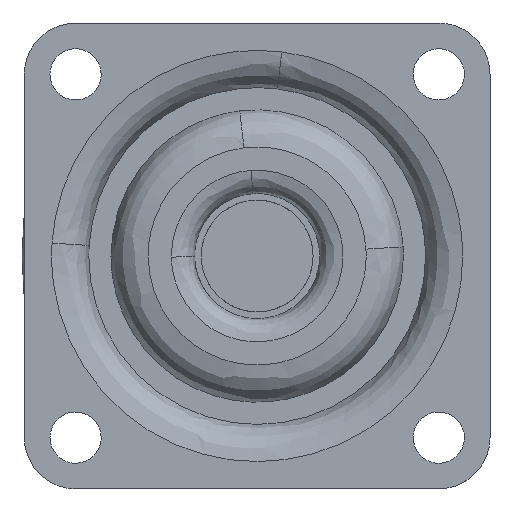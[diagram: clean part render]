
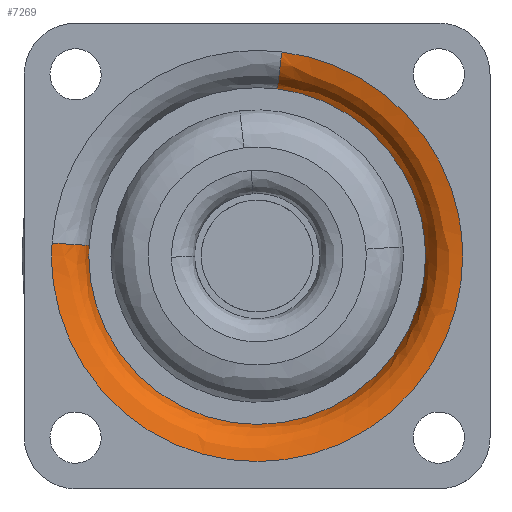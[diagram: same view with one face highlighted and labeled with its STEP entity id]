
A CAD part, top view. The second image highlights one B-rep face of the part: STEP entity #7269.
In plain terms, the highlighted free-form (B-spline) face has degree [2, 2] with [7, 3] control points.
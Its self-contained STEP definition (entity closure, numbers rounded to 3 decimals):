
#7114=CARTESIAN_POINT('',(4.328,35.877,-7.979));
#7115=CARTESIAN_POINT('',(38.208,31.79,-7.979));
#7116=CARTESIAN_POINT('',(36.066,-2.269,-7.979));
#7117=CARTESIAN_POINT('',(33.797,-38.335,-7.979));
#7118=CARTESIAN_POINT('',(-2.269,-36.066,-7.979));
#7119=CARTESIAN_POINT('',(-38.335,-33.797,-7.979));
#7120=CARTESIAN_POINT('',(-36.066,2.269,-7.979));
#7121=CARTESIAN_POINT('',(4.331,35.899,0.556));
#7122=CARTESIAN_POINT('',(38.232,31.809,0.556));
#7123=CARTESIAN_POINT('',(36.088,-2.27,0.556));
#7124=CARTESIAN_POINT('',(33.817,-38.358,0.556));
#7125=CARTESIAN_POINT('',(-2.27,-36.088,0.556));
#7126=CARTESIAN_POINT('',(-38.358,-33.817,0.556));
#7127=CARTESIAN_POINT('',(-36.088,2.27,0.556));
#7128=CARTESIAN_POINT('',(5.351,44.353,-0.018));
#7129=CARTESIAN_POINT('',(47.236,39.3,-0.018));
#7130=CARTESIAN_POINT('',(44.587,-2.805,-0.018));
#7131=CARTESIAN_POINT('',(41.781,-47.392,-0.018));
#7132=CARTESIAN_POINT('',(-2.805,-44.587,-0.018));
#7133=CARTESIAN_POINT('',(-47.392,-41.781,-0.018));
#7134=CARTESIAN_POINT('',(-44.587,2.805,-0.018));
#7142=(BOUNDED_SURFACE()B_SPLINE_SURFACE(2,2,((#7114,#7121,#7128),(#7115,#7122,#7129),(#7116,#7123,#7130),(#7117,#7124,#7131),(#7118,#7125,#7132),(#7119,#7126,#7133),(#7120,#7127,#7134)),.UNSPECIFIED.,.F.,.F.,.U.)B_SPLINE_SURFACE_WITH_KNOTS((3,2,2,3),(3,3),(0.0,71.059,145.078,219.098),(0.0,13.865),.UNSPECIFIED.)GEOMETRIC_REPRESENTATION_ITEM()RATIONAL_B_SPLINE_SURFACE(((0.893,0.61,0.891),(0.657,0.449,0.655),(0.914,0.624,0.912),(0.646,0.441,0.645),(0.914,0.624,0.912),(0.646,0.441,0.645),(0.914,0.624,0.912)))REPRESENTATION_ITEM('')SURFACE());
#7143=CARTESIAN_POINT('',(4.33,35.896,-7.443));
#7144=VERTEX_POINT('',#7143);
#7145=CARTESIAN_POINT('',(36.156,0.0,-7.443));
#7146=VERTEX_POINT('',#7145);
#7147=CARTESIAN_POINT('',(4.33,35.896,-7.443));
#7148=CARTESIAN_POINT('',(36.156,32.057,-7.443));
#7149=CARTESIAN_POINT('',(36.156,0.0,-7.443));
#7157=(BOUNDED_CURVE()B_SPLINE_CURVE(2,(#7147,#7148,#7149),.UNSPECIFIED.,.F.,.U.)B_SPLINE_CURVE_WITH_KNOTS((3,3),(0.271,0.5),.UNSPECIFIED.)CURVE()GEOMETRIC_REPRESENTATION_ITEM()RATIONAL_B_SPLINE_CURVE((0.955,0.731,1.0))REPRESENTATION_ITEM(''));
#7158=EDGE_CURVE('',#7144,#7146,#7157,.T.);
#7159=ORIENTED_EDGE('',*,*,#7158,.T.);
#7160=CARTESIAN_POINT('',(-36.156,0.0,-7.443));
#7161=VERTEX_POINT('',#7160);
#7162=CARTESIAN_POINT('',(36.156,0.0,-7.443));
#7163=CARTESIAN_POINT('',(36.156,-36.156,-7.443));
#7164=CARTESIAN_POINT('',(0.0,-36.156,-7.443));
#7165=CARTESIAN_POINT('',(-36.156,-36.156,-7.443));
#7166=CARTESIAN_POINT('',(-36.156,0.0,-7.443));
#7174=(BOUNDED_CURVE()B_SPLINE_CURVE(2,(#7162,#7163,#7164,#7165,#7166),.UNSPECIFIED.,.F.,.U.)B_SPLINE_CURVE_WITH_KNOTS((3,2,3),(0.5,0.75,1.0),.UNSPECIFIED.)CURVE()GEOMETRIC_REPRESENTATION_ITEM()RATIONAL_B_SPLINE_CURVE((1.0,0.707,1.0,0.707,1.0))REPRESENTATION_ITEM(''));
#7175=EDGE_CURVE('',#7146,#7161,#7174,.T.);
#7176=ORIENTED_EDGE('',*,*,#7175,.T.);
#7177=CARTESIAN_POINT('',(-36.085,2.27,-7.443));
#7178=VERTEX_POINT('',#7177);
#7179=CARTESIAN_POINT('',(-36.156,0.0,-7.443));
#7180=CARTESIAN_POINT('',(-36.156,1.136,-7.443));
#7181=CARTESIAN_POINT('',(-36.085,2.27,-7.443));
#7189=(BOUNDED_CURVE()B_SPLINE_CURVE(2,(#7179,#7180,#7181),.UNSPECIFIED.,.F.,.U.)B_SPLINE_CURVE_WITH_KNOTS((3,3),(0.0,0.011),.UNSPECIFIED.)CURVE()GEOMETRIC_REPRESENTATION_ITEM()RATIONAL_B_SPLINE_CURVE((1.0,0.987,0.975))REPRESENTATION_ITEM(''));
#7190=EDGE_CURVE('',#7161,#7178,#7189,.T.);
#7191=ORIENTED_EDGE('',*,*,#7190,.T.);
#7192=CARTESIAN_POINT('',(-44.05,2.771,0.));
#7193=VERTEX_POINT('',#7192);
#7194=CARTESIAN_POINT('',(-36.085,2.27,-7.443));
#7195=CARTESIAN_POINT('',(-36.604,2.303,0.));
#7196=CARTESIAN_POINT('',(-44.05,2.771,0.));
#7204=(BOUNDED_CURVE()B_SPLINE_CURVE(2,(#7194,#7195,#7196),.UNSPECIFIED.,.F.,.U.)B_SPLINE_CURVE_WITH_KNOTS((3,3),(-1.721,-0.285),.UNSPECIFIED.)CURVE()GEOMETRIC_REPRESENTATION_ITEM()RATIONAL_B_SPLINE_CURVE((0.889,0.649,0.887))REPRESENTATION_ITEM(''));
#7205=EDGE_CURVE('',#7178,#7193,#7204,.T.);
#7206=ORIENTED_EDGE('',*,*,#7205,.T.);
#7207=CARTESIAN_POINT('',(-44.137,0.0,0.0));
#7208=VERTEX_POINT('',#7207);
#7209=CARTESIAN_POINT('',(-44.137,0.0,0.0));
#7210=CARTESIAN_POINT('',(-44.137,1.387,0.0));
#7211=CARTESIAN_POINT('',(-44.05,2.771,0.));
#7219=(BOUNDED_CURVE()B_SPLINE_CURVE(2,(#7209,#7210,#7211),.UNSPECIFIED.,.F.,.U.)B_SPLINE_CURVE_WITH_KNOTS((3,3),(0.0,0.011),.UNSPECIFIED.)CURVE()GEOMETRIC_REPRESENTATION_ITEM()RATIONAL_B_SPLINE_CURVE((1.0,0.987,0.975))REPRESENTATION_ITEM(''));
#7220=EDGE_CURVE('',#7208,#7193,#7219,.T.);
#7221=ORIENTED_EDGE('',*,*,#7220,.F.);
#7222=CARTESIAN_POINT('',(44.137,0.0,0.0));
#7223=VERTEX_POINT('',#7222);
#7224=CARTESIAN_POINT('',(44.137,0.0,0.0));
#7225=CARTESIAN_POINT('',(44.137,-44.137,0.0));
#7226=CARTESIAN_POINT('',(0.0,-44.137,0.0));
#7227=CARTESIAN_POINT('',(-44.137,-44.137,0.0));
#7228=CARTESIAN_POINT('',(-44.137,0.0,0.0));
#7236=(BOUNDED_CURVE()B_SPLINE_CURVE(2,(#7224,#7225,#7226,#7227,#7228),.UNSPECIFIED.,.F.,.U.)B_SPLINE_CURVE_WITH_KNOTS((3,2,3),(0.5,0.75,1.0),.UNSPECIFIED.)CURVE()GEOMETRIC_REPRESENTATION_ITEM()RATIONAL_B_SPLINE_CURVE((1.0,0.707,1.0,0.707,1.0))REPRESENTATION_ITEM(''));
#7237=EDGE_CURVE('',#7223,#7208,#7236,.T.);
#7238=ORIENTED_EDGE('',*,*,#7237,.F.);
#7239=CARTESIAN_POINT('',(5.286,43.819,0.));
#7240=VERTEX_POINT('',#7239);
#7241=CARTESIAN_POINT('',(5.286,43.819,0.));
#7242=CARTESIAN_POINT('',(44.137,39.132,0.0));
#7243=CARTESIAN_POINT('',(44.137,0.0,0.0));
#7251=(BOUNDED_CURVE()B_SPLINE_CURVE(2,(#7241,#7242,#7243),.UNSPECIFIED.,.F.,.U.)B_SPLINE_CURVE_WITH_KNOTS((3,3),(0.271,0.5),.UNSPECIFIED.)CURVE()GEOMETRIC_REPRESENTATION_ITEM()RATIONAL_B_SPLINE_CURVE((0.955,0.731,1.0))REPRESENTATION_ITEM(''));
#7252=EDGE_CURVE('',#7240,#7223,#7251,.T.);
#7253=ORIENTED_EDGE('',*,*,#7252,.F.);
#7254=CARTESIAN_POINT('',(4.33,35.896,-7.443));
#7255=CARTESIAN_POINT('',(4.393,36.412,0.));
#7256=CARTESIAN_POINT('',(5.286,43.819,0.));
#7264=(BOUNDED_CURVE()B_SPLINE_CURVE(2,(#7254,#7255,#7256),.UNSPECIFIED.,.F.,.U.)B_SPLINE_CURVE_WITH_KNOTS((3,3),(-1.721,-0.285),.UNSPECIFIED.)CURVE()GEOMETRIC_REPRESENTATION_ITEM()RATIONAL_B_SPLINE_CURVE((0.869,0.635,0.867))REPRESENTATION_ITEM(''));
#7265=EDGE_CURVE('',#7144,#7240,#7264,.T.);
#7266=ORIENTED_EDGE('',*,*,#7265,.F.);
#7267=EDGE_LOOP('',(#7159,#7176,#7191,#7206,#7221,#7238,#7253,#7266));
#7268=FACE_OUTER_BOUND('',#7267,.T.);
#7269=ADVANCED_FACE('',(#7268),#7142,.T.);
